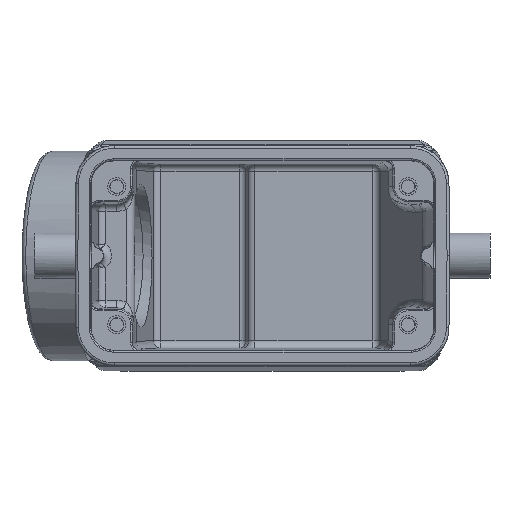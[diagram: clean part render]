
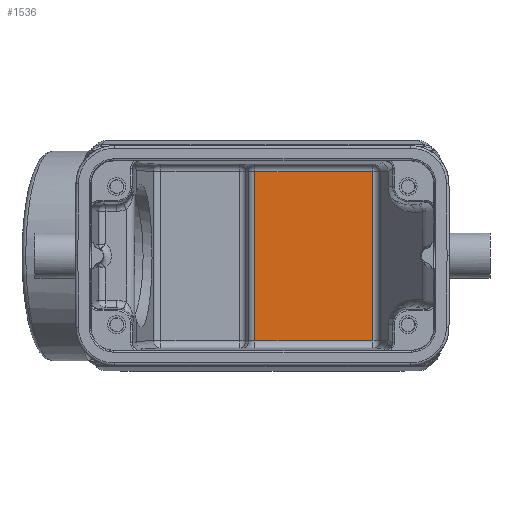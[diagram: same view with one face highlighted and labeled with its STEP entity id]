
A CAD part, top view. The second image highlights one B-rep face of the part: STEP entity #1536.
In plain terms, the highlighted planar face has unit normal (0, 0, 1).
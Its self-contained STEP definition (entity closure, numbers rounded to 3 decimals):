
#503=PLANE('',#11972);
#1536=ADVANCED_FACE('',(#2383),#503,.F.);
#2383=FACE_OUTER_BOUND('',#3093,.T.);
#3093=EDGE_LOOP('',(#6542,#6543,#6544,#6545));
#6542=ORIENTED_EDGE('',*,*,#9515,.T.);
#6543=ORIENTED_EDGE('',*,*,#9521,.T.);
#6544=ORIENTED_EDGE('',*,*,#9522,.T.);
#6545=ORIENTED_EDGE('',*,*,#9523,.T.);
#7977=VERTEX_POINT('',#22905);
#7978=VERTEX_POINT('',#22909);
#7980=VERTEX_POINT('',#22918);
#7981=VERTEX_POINT('',#22922);
#9515=EDGE_CURVE('',#7977,#7978,#10420,.T.);
#9521=EDGE_CURVE('',#7978,#7980,#10422,.T.);
#9522=EDGE_CURVE('',#7980,#7981,#10423,.T.);
#9523=EDGE_CURVE('',#7981,#7977,#10424,.T.);
#10420=LINE('',#22908,#11187);
#10422=LINE('',#22919,#11189);
#10423=LINE('',#22921,#11190);
#10424=LINE('',#22923,#11191);
#11187=VECTOR('',#14276,1.);
#11189=VECTOR('',#14290,1.);
#11190=VECTOR('',#14293,1.);
#11191=VECTOR('',#14294,1.);
#11972=AXIS2_PLACEMENT_3D('',#22924,#14295,#14296);
#14276=DIRECTION('',(0.,1.,0.));
#14290=DIRECTION('',(-1.,0.,0.));
#14293=DIRECTION('',(0.,-1.,0.));
#14294=DIRECTION('',(1.,0.,0.));
#14295=DIRECTION('',(0.,0.,-1.));
#14296=DIRECTION('',(-1.,0.,0.));
#22905=CARTESIAN_POINT('',(21.573,-16.546,-65.));
#22908=CARTESIAN_POINT('',(21.573,-16.546,-65.));
#22909=CARTESIAN_POINT('',(21.573,16.546,-65.));
#22918=CARTESIAN_POINT('',(-1.493,16.546,-65.));
#22919=CARTESIAN_POINT('',(21.573,16.546,-65.));
#22921=CARTESIAN_POINT('',(-1.493,16.546,-65.));
#22922=CARTESIAN_POINT('',(-1.493,-16.546,-65.));
#22923=CARTESIAN_POINT('',(-1.493,-16.546,-65.));
#22924=CARTESIAN_POINT('',(22.724,-18.6,-65.));
